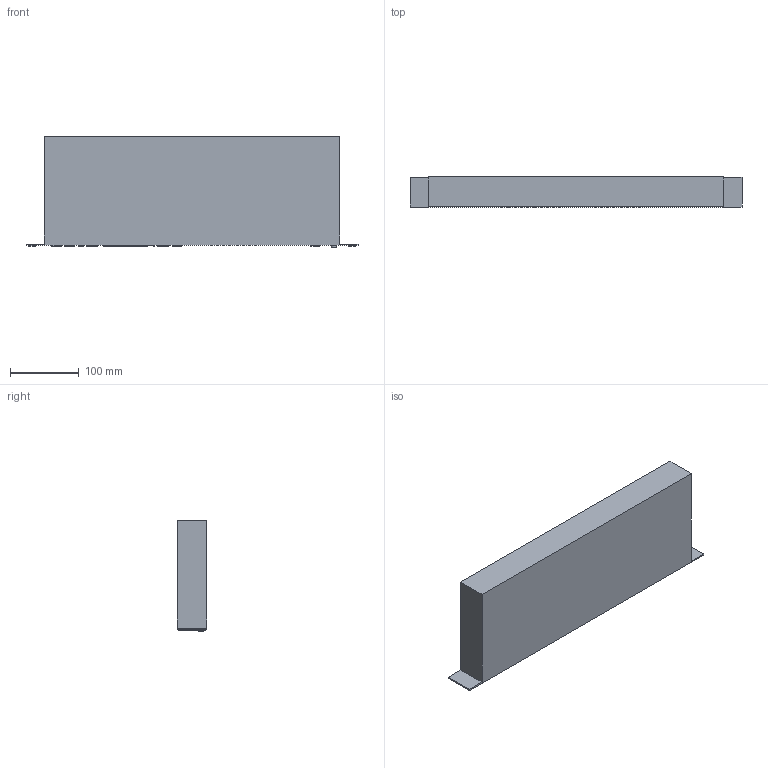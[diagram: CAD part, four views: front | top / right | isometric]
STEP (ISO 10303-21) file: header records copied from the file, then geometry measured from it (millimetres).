
FILE_DESCRIPTION (( 'STEP AP203' ), '1' );
FILE_NAME ('MES2308P_DC.STEP', '2022-09-23T10:50:19', ( '' ), ( '' ), 'SwSTEP 2.0', 'SolidWorks 2021', '' );
FILE_SCHEMA (( 'CONFIG_CONTROL_DESIGN' ));
Length unit declared in the file: millimetre
Products named in the file (1): MES2308P_DC
Bounding box: 482.6 x 43.6 x 161.3 mm (x, y, z)
Volume: 2974140.3 mm3; surface area: 193603.5 mm2
Topology: 1 solids, 1 shells, 335 faces, 876 edges, 584 vertices
Faces by surface type: plane 279, cylinder 56
Entity records: 10259 total; most frequent: CARTESIAN_POINT 1796, ORIENTED_EDGE 1752, DIRECTION 1660, EDGE_CURVE 876, VECTOR 764, LINE 764, VERTEX_POINT 584, AXIS2_PLACEMENT_3D 448
